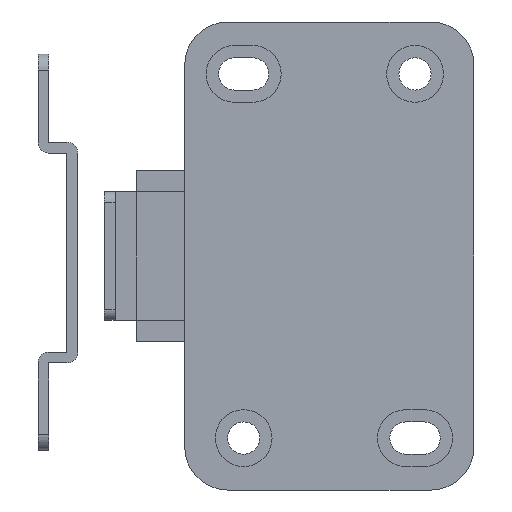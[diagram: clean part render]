
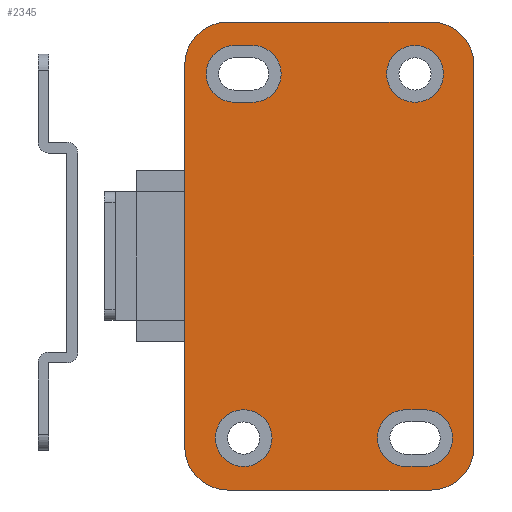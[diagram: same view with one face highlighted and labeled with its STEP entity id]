
A CAD part, front view. The second image highlights one B-rep face of the part: STEP entity #2345.
In plain terms, the highlighted planar face has unit normal (0, -1, 0).
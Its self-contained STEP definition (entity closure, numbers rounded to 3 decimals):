
#73=FACE_BOUND('',#911,.T.);
#74=FACE_BOUND('',#912,.T.);
#75=FACE_BOUND('',#913,.T.);
#76=FACE_BOUND('',#914,.T.);
#117=PLANE('',#2561);
#205=LINE('',#3515,#432);
#213=LINE('',#3532,#440);
#217=LINE('',#3565,#444);
#221=LINE('',#3576,#448);
#225=LINE('',#3590,#452);
#230=LINE('',#3604,#457);
#262=LINE('',#3714,#489);
#265=LINE('',#3722,#492);
#432=VECTOR('',#2812,35.7);
#440=VECTOR('',#2826,19.);
#444=VECTOR('',#2864,1.7);
#448=VECTOR('',#2876,1.7);
#452=VECTOR('',#2888,1.7);
#457=VECTOR('',#2901,1.7);
#489=VECTOR('',#3027,35.7);
#492=VECTOR('',#3036,19.);
#753=FACE_OUTER_BOUND('',#910,.T.);
#910=EDGE_LOOP('',(#1943,#1944,#1945,#1946,#1947,#1948,#1949,#1950));
#911=EDGE_LOOP('',(#1951));
#912=EDGE_LOOP('',(#1952));
#913=EDGE_LOOP('',(#1953,#1954,#1955,#1956));
#914=EDGE_LOOP('',(#1957,#1958,#1959,#1960));
#1011=CIRCLE('',#2472,4.);
#1012=CIRCLE('',#2475,4.);
#1014=CIRCLE('',#2479,2.65);
#1017=CIRCLE('',#2484,2.65);
#1019=CIRCLE('',#2488,2.65);
#1021=CIRCLE('',#2492,2.65);
#1025=CIRCLE('',#2500,2.65);
#1027=CIRCLE('',#2504,2.65);
#1046=CIRCLE('',#2551,4.);
#1047=CIRCLE('',#2554,4.);
#1115=VERTEX_POINT('',#3512);
#1116=VERTEX_POINT('',#3514);
#1121=VERTEX_POINT('',#3526);
#1122=VERTEX_POINT('',#3530);
#1123=VERTEX_POINT('',#3534);
#1125=VERTEX_POINT('',#3541);
#1128=VERTEX_POINT('',#3549);
#1130=VERTEX_POINT('',#3555);
#1131=VERTEX_POINT('',#3556);
#1134=VERTEX_POINT('',#3564);
#1136=VERTEX_POINT('',#3570);
#1142=VERTEX_POINT('',#3588);
#1143=VERTEX_POINT('',#3589);
#1146=VERTEX_POINT('',#3597);
#1148=VERTEX_POINT('',#3603);
#1179=VERTEX_POINT('',#3712);
#1180=VERTEX_POINT('',#3716);
#1181=VERTEX_POINT('',#3720);
#1356=EDGE_CURVE('',#1116,#1115,#205,.T.);
#1363=EDGE_CURVE('',#1115,#1121,#1011,.T.);
#1365=EDGE_CURVE('',#1121,#1122,#213,.T.);
#1367=EDGE_CURVE('',#1122,#1123,#1012,.T.);
#1369=EDGE_CURVE('',#1125,#1125,#1014,.T.);
#1372=EDGE_CURVE('',#1128,#1128,#1017,.T.);
#1374=EDGE_CURVE('',#1130,#1131,#1019,.T.);
#1378=EDGE_CURVE('',#1134,#1130,#217,.T.);
#1381=EDGE_CURVE('',#1136,#1134,#1021,.T.);
#1384=EDGE_CURVE('',#1131,#1136,#221,.T.);
#1390=EDGE_CURVE('',#1142,#1143,#225,.T.);
#1394=EDGE_CURVE('',#1146,#1142,#1025,.T.);
#1397=EDGE_CURVE('',#1148,#1146,#230,.T.);
#1400=EDGE_CURVE('',#1143,#1148,#1027,.T.);
#1448=EDGE_CURVE('',#1123,#1179,#262,.T.);
#1450=EDGE_CURVE('',#1179,#1180,#1046,.T.);
#1452=EDGE_CURVE('',#1180,#1181,#265,.T.);
#1453=EDGE_CURVE('',#1181,#1116,#1047,.T.);
#1943=ORIENTED_EDGE('',*,*,#1356,.T.);
#1944=ORIENTED_EDGE('',*,*,#1363,.T.);
#1945=ORIENTED_EDGE('',*,*,#1365,.T.);
#1946=ORIENTED_EDGE('',*,*,#1367,.T.);
#1947=ORIENTED_EDGE('',*,*,#1448,.T.);
#1948=ORIENTED_EDGE('',*,*,#1450,.T.);
#1949=ORIENTED_EDGE('',*,*,#1452,.T.);
#1950=ORIENTED_EDGE('',*,*,#1453,.T.);
#1951=ORIENTED_EDGE('',*,*,#1369,.T.);
#1952=ORIENTED_EDGE('',*,*,#1372,.T.);
#1953=ORIENTED_EDGE('',*,*,#1374,.T.);
#1954=ORIENTED_EDGE('',*,*,#1384,.T.);
#1955=ORIENTED_EDGE('',*,*,#1381,.T.);
#1956=ORIENTED_EDGE('',*,*,#1378,.T.);
#1957=ORIENTED_EDGE('',*,*,#1390,.T.);
#1958=ORIENTED_EDGE('',*,*,#1400,.T.);
#1959=ORIENTED_EDGE('',*,*,#1397,.T.);
#1960=ORIENTED_EDGE('',*,*,#1394,.T.);
#2345=ADVANCED_FACE('',(#753,#73,#74,#75,#76),#117,.F.);
#2472=AXIS2_PLACEMENT_3D('',#3528,#2821,#2822);
#2475=AXIS2_PLACEMENT_3D('',#3536,#2830,#2831);
#2479=AXIS2_PLACEMENT_3D('',#3542,#2838,#2839);
#2484=AXIS2_PLACEMENT_3D('',#3550,#2848,#2849);
#2488=AXIS2_PLACEMENT_3D('',#3557,#2856,#2857);
#2492=AXIS2_PLACEMENT_3D('',#3571,#2869,#2870);
#2500=AXIS2_PLACEMENT_3D('',#3598,#2894,#2895);
#2504=AXIS2_PLACEMENT_3D('',#3609,#2906,#2907);
#2551=AXIS2_PLACEMENT_3D('',#3718,#3031,#3032);
#2554=AXIS2_PLACEMENT_3D('',#3724,#3039,#3040);
#2561=AXIS2_PLACEMENT_3D('',#3743,#3061,#3062);
#2812=DIRECTION('',(-1.,0.,0.));
#2821=DIRECTION('center_axis',(0.,-1.,0.));
#2822=DIRECTION('ref_axis',(0.,0.,1.));
#2826=DIRECTION('',(0.,0.,-1.));
#2830=DIRECTION('center_axis',(0.,-1.,0.));
#2831=DIRECTION('ref_axis',(-1.,0.,0.));
#2838=DIRECTION('center_axis',(0.,1.,0.));
#2839=DIRECTION('ref_axis',(1.,0.,0.));
#2848=DIRECTION('center_axis',(0.,1.,0.));
#2849=DIRECTION('ref_axis',(1.,0.,0.));
#2856=DIRECTION('center_axis',(0.,1.,0.));
#2857=DIRECTION('ref_axis',(-1.,0.,0.));
#2864=DIRECTION('',(0.,0.,-1.));
#2869=DIRECTION('center_axis',(0.,1.,0.));
#2870=DIRECTION('ref_axis',(1.,0.,0.));
#2876=DIRECTION('',(0.,0.,1.));
#2888=DIRECTION('',(0.,0.,-1.));
#2894=DIRECTION('center_axis',(0.,1.,0.));
#2895=DIRECTION('ref_axis',(1.,0.,0.));
#2901=DIRECTION('',(0.,0.,1.));
#2906=DIRECTION('center_axis',(0.,1.,0.));
#2907=DIRECTION('ref_axis',(-1.,0.,0.));
#3027=DIRECTION('',(1.,0.,0.));
#3031=DIRECTION('center_axis',(0.,-1.,0.));
#3032=DIRECTION('ref_axis',(0.,0.,-1.));
#3036=DIRECTION('',(0.,0.,1.));
#3039=DIRECTION('center_axis',(0.,-1.,0.));
#3040=DIRECTION('ref_axis',(1.,0.,0.));
#3061=DIRECTION('center_axis',(0.,1.,0.));
#3062=DIRECTION('ref_axis',(0.,0.,1.));
#3512=CARTESIAN_POINT('',(-17.85,0.,0.));
#3514=CARTESIAN_POINT('',(17.85,0.,0.));
#3515=CARTESIAN_POINT('',(-39.429,0.,0.));
#3526=CARTESIAN_POINT('',(-21.85,0.,-4.));
#3528=CARTESIAN_POINT('Origin',(-17.85,0.,-4.));
#3530=CARTESIAN_POINT('',(-21.85,0.,-23.));
#3532=CARTESIAN_POINT('',(-21.85,0.,-4.));
#3534=CARTESIAN_POINT('',(-17.85,0.,-27.));
#3536=CARTESIAN_POINT('Origin',(-17.85,0.,-23.));
#3541=CARTESIAN_POINT('',(14.35,0.,-21.5));
#3542=CARTESIAN_POINT('Origin',(17.,0.,-21.5));
#3549=CARTESIAN_POINT('',(-19.65,0.,-5.5));
#3550=CARTESIAN_POINT('Origin',(-17.,0.,-5.5));
#3555=CARTESIAN_POINT('',(19.65,0.,-6.35));
#3556=CARTESIAN_POINT('',(14.35,0.,-6.35));
#3557=CARTESIAN_POINT('Origin',(17.,0.,-6.35));
#3564=CARTESIAN_POINT('',(19.65,0.,-4.65));
#3565=CARTESIAN_POINT('',(19.65,0.,-8.95));
#3570=CARTESIAN_POINT('',(14.35,0.,-4.65));
#3571=CARTESIAN_POINT('Origin',(17.,0.,-4.65));
#3576=CARTESIAN_POINT('',(14.35,0.,-9.8));
#3588=CARTESIAN_POINT('',(-14.35,0.,-20.65));
#3589=CARTESIAN_POINT('',(-14.35,0.,-22.35));
#3590=CARTESIAN_POINT('',(-14.35,0.,-16.95));
#3597=CARTESIAN_POINT('',(-19.65,0.,-20.65));
#3598=CARTESIAN_POINT('Origin',(-17.,0.,-20.65));
#3603=CARTESIAN_POINT('',(-19.65,0.,-22.35));
#3604=CARTESIAN_POINT('',(-19.65,0.,-17.8));
#3609=CARTESIAN_POINT('Origin',(-17.,0.,-22.35));
#3712=CARTESIAN_POINT('',(17.85,0.,-27.));
#3714=CARTESIAN_POINT('',(-17.85,0.,-27.));
#3716=CARTESIAN_POINT('',(21.85,0.,-23.));
#3718=CARTESIAN_POINT('Origin',(17.85,0.,-23.));
#3720=CARTESIAN_POINT('',(21.85,0.,-4.));
#3722=CARTESIAN_POINT('',(21.85,0.,-23.));
#3724=CARTESIAN_POINT('Origin',(17.85,0.,-4.));
#3743=CARTESIAN_POINT('Origin',(-39.429,0.,-13.25));
